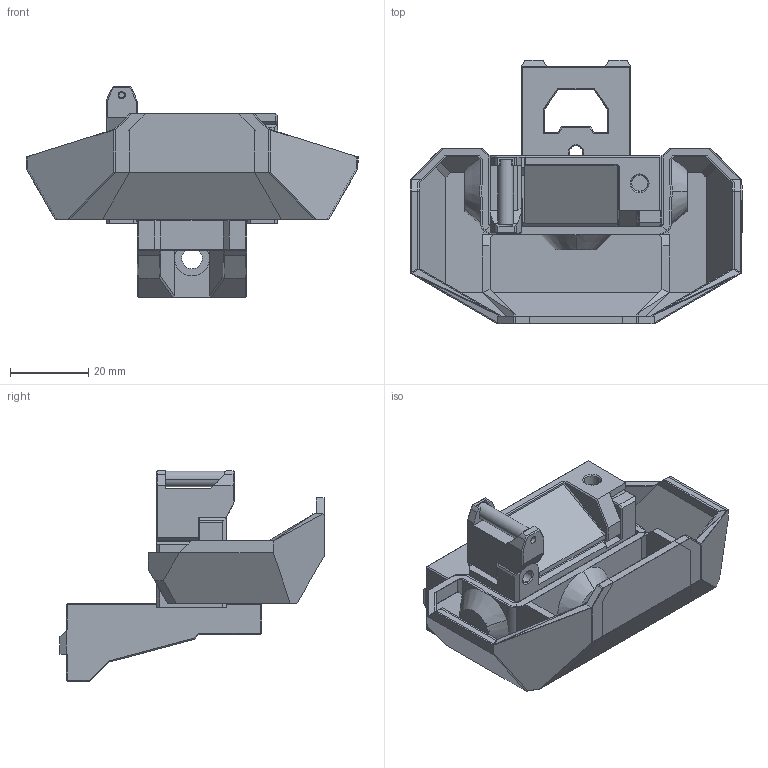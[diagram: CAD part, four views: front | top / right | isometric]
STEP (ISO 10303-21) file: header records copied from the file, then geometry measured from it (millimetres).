
FILE_DESCRIPTION (( 'STEP AP214' ), '1' );
FILE_NAME ('FZ-WipeNozzle.STEP', '2023-02-16T16:07:31', ( '' ), ( '' ), 'SwSTEP 2.0', 'SolidWorks 2021', '' );
FILE_SCHEMA (( 'AUTOMOTIVE_DESIGN' ));
Length unit declared in the file: millimetre
Products named in the file (11): Bucket_R; 2mm_extender; Bucket_L; FZ-WipeNozzle; Bucket_Full; 8mm_block_mount; wipe_arm; wipe_mount; wipe_body; 擄侐睛眣洬奪; wipe_base
Assembly tree (10 placements, depth 2):
  FZ-WipeNozzle
    wipe_mount
    8mm_block_mount
    2mm_extender
    wipe_base
    wipe_arm
    wipe_body
    Bucket_Full
    Bucket_L
    Bucket_R
    擄侐睛眣洬奪
Bounding box: 85 x 67.6 x 54 mm (x, y, z)
Volume: 61559.5 mm3; surface area: 48291.9 mm2
Topology: 10 solids, 10 shells, 887 faces, 2295 edges, 1449 vertices
Faces by surface type: plane 697, cylinder 138, cone 42, bspline 5, sphere 4, torus 1
Entity records: 27681 total; most frequent: CARTESIAN_POINT 5579, ORIENTED_EDGE 4572, DIRECTION 4311, EDGE_CURVE 2286, VECTOR 1837, LINE 1837, VERTEX_POINT 1445, AXIS2_PLACEMENT_3D 1237
